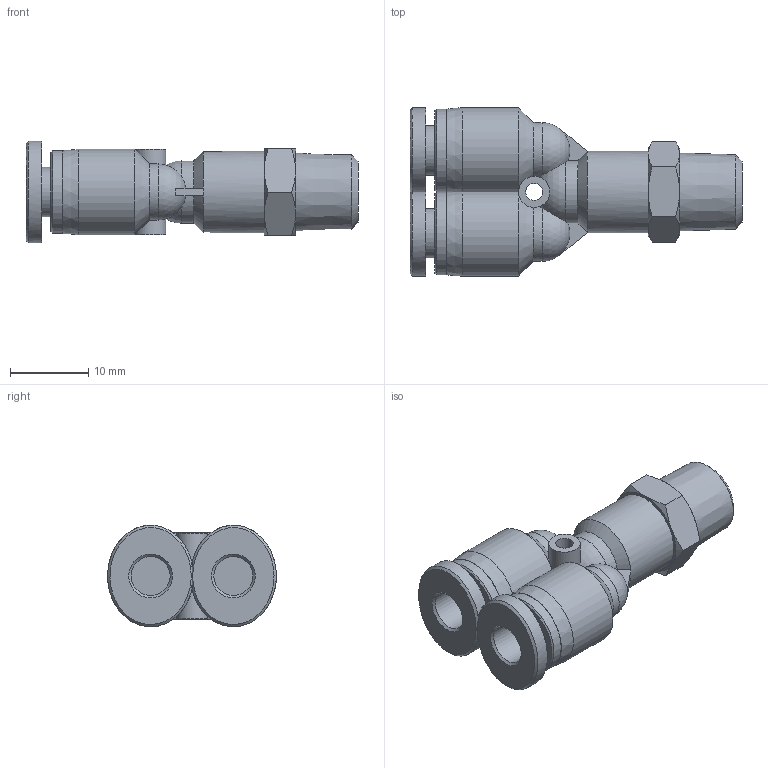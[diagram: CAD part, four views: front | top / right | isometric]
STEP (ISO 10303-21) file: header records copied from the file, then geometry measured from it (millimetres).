
FILE_DESCRIPTION((''),'2;1');
FILE_NAME('PWT 3_16-N01U.stp','2016-10-17T16:21:50',('Administrator'),(''),'Autodesk Inventor 2013','Autodesk Inventor 2013','');
FILE_SCHEMA(('CONFIG_CONTROL_DESIGN'));
Length unit declared in the file: millimetre
Products named in the file (4): PWT 3_16-N01U; NL 5_32-NPT1_8 BODY; NWT 3_16 BODY; SLEEVE N3_16L
Assembly tree (4 placements, depth 2):
  PWT 3_16-N01U
    NL 5_32-NPT1_8 BODY
    NWT 3_16 BODY
    SLEEVE N3_16L  x2
Bounding box: 42.5 x 21.59 x 13 mm (x, y, z)
Volume: 4346.8 mm3; surface area: 3689.3 mm2
Topology: 4 solids, 4 shells, 87 faces, 182 edges, 110 vertices
Faces by surface type: plane 37, cone 24, cylinder 18, sphere 4, bspline 4
Full cylindrical faces by diameter (mm): 2.2 x1, 4 x2, 5 x4, 6.3 x2, 10.4 x1, 10.6 x2
Entity records: 2292 total; most frequent: CARTESIAN_POINT 671, DIRECTION 327, ORIENTED_EDGE 296, EDGE_CURVE 148, AXIS2_PLACEMENT_3D 147, EDGE_LOOP 99, VERTEX_POINT 97, FACE_OUTER_BOUND 76
